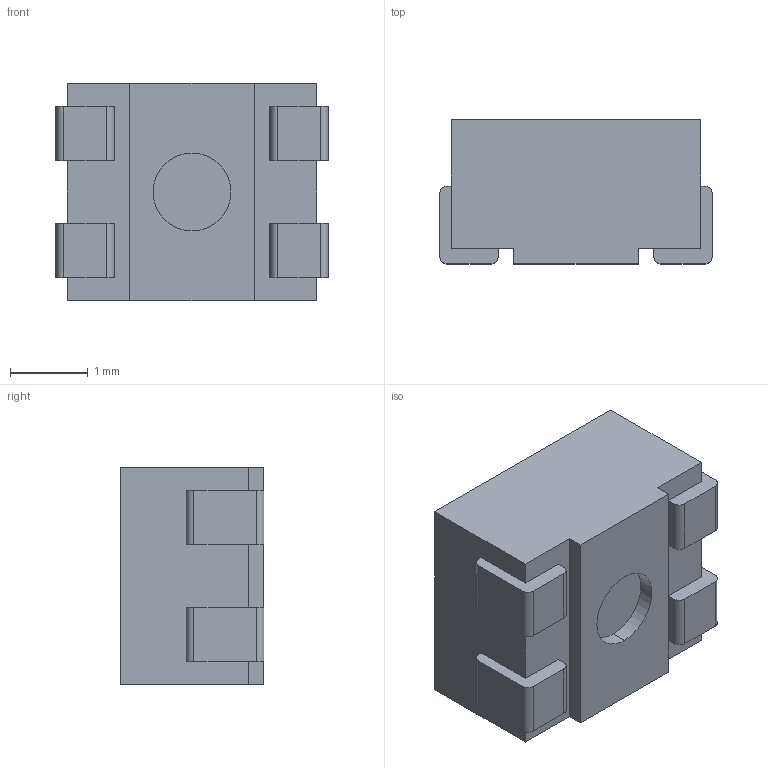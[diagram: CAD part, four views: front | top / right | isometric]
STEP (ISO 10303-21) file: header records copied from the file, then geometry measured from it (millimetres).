
FILE_DESCRIPTION (( 'STEP AP214' ), '1' );
FILE_NAME ('WS2812B.STEP', '2024-01-31T07:24:17', ( '' ), ( '' ), 'SwSTEP 2.0', 'SolidWorks 2016', '' );
FILE_SCHEMA (( 'AUTOMOTIVE_DESIGN' ));
Length unit declared in the file: millimetre
Products named in the file (1): WS2812B
Bounding box: 3.5 x 1.85 x 2.8 mm (x, y, z)
Volume: 16 mm3; surface area: 43.8 mm2
Topology: 1 solids, 1 shells, 52 faces, 144 edges, 96 vertices
Faces by surface type: plane 36, cylinder 14, torus 2
Entity records: 2114 total; most frequent: CARTESIAN_POINT 293, ORIENTED_EDGE 288, DIRECTION 284, EDGE_CURVE 144, LINE 110, VECTOR 110, VERTEX_POINT 96, AXIS2_PLACEMENT_3D 87
